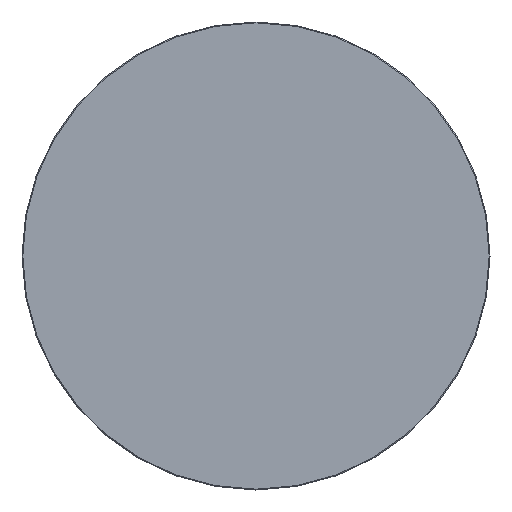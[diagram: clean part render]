
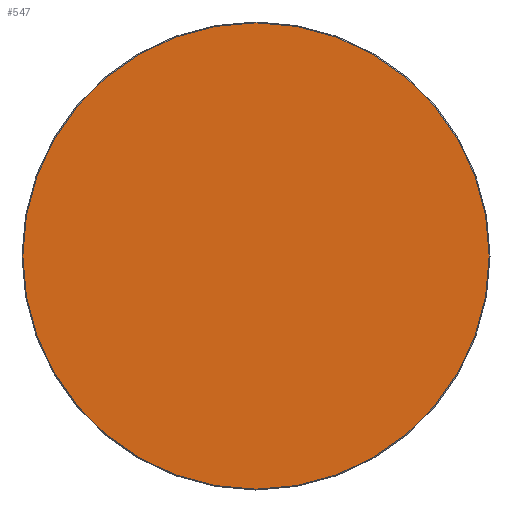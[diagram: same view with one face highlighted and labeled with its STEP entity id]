
A CAD part, left-side view. The second image highlights one B-rep face of the part: STEP entity #547.
In plain terms, the highlighted planar face has unit normal (-1, 0, 0).
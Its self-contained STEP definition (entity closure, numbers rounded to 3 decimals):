
#23 = DIRECTION ( 'NONE',  ( -1., 0., 0. ) ) ;
#44 = CARTESIAN_POINT ( 'NONE',  ( 0., 0., 0. ) ) ;
#177 = PLANE ( 'NONE',  #284 ) ;
#222 = EDGE_CURVE ( 'NONE', #1172, #241, #969, .T. ) ;
#235 = ORIENTED_EDGE ( 'NONE', *, *, #1693, .T. ) ;
#241 = VERTEX_POINT ( 'NONE', #514 ) ;
#243 = AXIS2_PLACEMENT_3D ( 'NONE', #1418, #23, #1090 ) ;
#284 = AXIS2_PLACEMENT_3D ( 'NONE', #44, #1905, #1120 ) ;
#325 = DIRECTION ( 'NONE',  ( -1., 0., 0. ) ) ;
#514 = CARTESIAN_POINT ( 'NONE',  ( 0., 0., -84.2 ) ) ;
#547 = ADVANCED_FACE ( 'NONE', ( #1830 ), #177, .F. ) ;
#562 = EDGE_LOOP ( 'NONE', ( #235, #1923 ) ) ;
#760 = CARTESIAN_POINT ( 'NONE',  ( 0., 0., 84.2 ) ) ;
#906 = CIRCLE ( 'NONE', #1743, 84.2 ) ;
#969 = CIRCLE ( 'NONE', #243, 84.2 ) ;
#1090 = DIRECTION ( 'NONE',  ( 0., 0., 1. ) ) ;
#1120 = DIRECTION ( 'NONE',  ( 0., 0., -1. ) ) ;
#1172 = VERTEX_POINT ( 'NONE', #760 ) ;
#1389 = DIRECTION ( 'NONE',  ( 0., 0., 1. ) ) ;
#1418 = CARTESIAN_POINT ( 'NONE',  ( 0., 0., 0. ) ) ;
#1693 = EDGE_CURVE ( 'NONE', #241, #1172, #906, .T. ) ;
#1716 = CARTESIAN_POINT ( 'NONE',  ( 0., 0., 0. ) ) ;
#1743 = AXIS2_PLACEMENT_3D ( 'NONE', #1716, #325, #1389 ) ;
#1830 = FACE_OUTER_BOUND ( 'NONE', #562, .T. ) ;
#1905 = DIRECTION ( 'NONE',  ( 1., 0., 0. ) ) ;
#1923 = ORIENTED_EDGE ( 'NONE', *, *, #222, .T. ) ;
